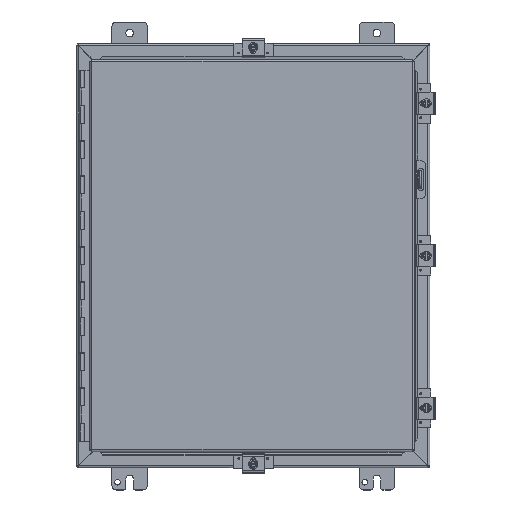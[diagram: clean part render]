
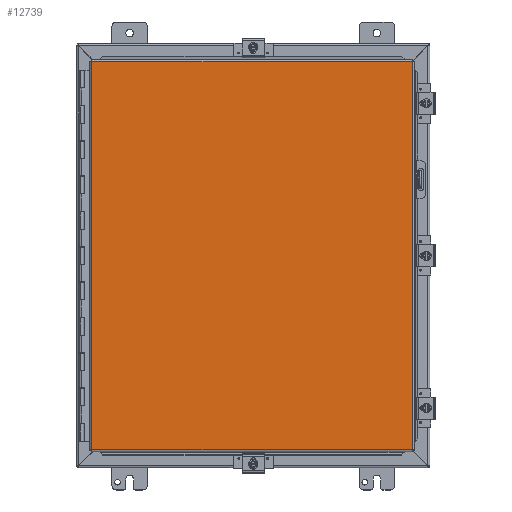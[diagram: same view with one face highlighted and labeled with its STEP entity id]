
A CAD part, top view. The second image highlights one B-rep face of the part: STEP entity #12739.
In plain terms, the highlighted face is planar.
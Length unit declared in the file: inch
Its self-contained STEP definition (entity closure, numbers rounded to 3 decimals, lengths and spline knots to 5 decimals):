
#1696 = DIRECTION ( 'NONE',  ( -1., 0., 0. ) ) ;
#2031 = EDGE_CURVE ( 'NONE', #17549, #45893, #36041, .T. ) ;
#2450 = CARTESIAN_POINT ( 'NONE',  ( 9.08225, -10.9885, 0. ) ) ;
#4630 = CARTESIAN_POINT ( 'NONE',  ( -9.08225, 10.9885, 0. ) ) ;
#4853 = DIRECTION ( 'NONE',  ( 1., 0., 0. ) ) ;
#5820 = VECTOR ( 'NONE', #4853, 39.37008 ) ;
#8261 = EDGE_LOOP ( 'NONE', ( #19092, #23692, #30708, #18620 ) ) ;
#8697 = VERTEX_POINT ( 'NONE', #2450 ) ;
#9681 = LINE ( 'NONE', #24325, #48870 ) ;
#10465 = VECTOR ( 'NONE', #39905, 39.37008 ) ;
#11927 = LINE ( 'NONE', #22765, #32064 ) ;
#12739 = ADVANCED_FACE ( 'NONE', ( #16618 ), #25556, .F. ) ;
#12741 = EDGE_CURVE ( 'NONE', #42693, #17549, #11927, .T. ) ;
#13367 = CARTESIAN_POINT ( 'NONE',  ( 9.08225, 10.9885, 0. ) ) ;
#16618 = FACE_OUTER_BOUND ( 'NONE', #8261, .T. ) ;
#17549 = VERTEX_POINT ( 'NONE', #40576 ) ;
#18620 = ORIENTED_EDGE ( 'NONE', *, *, #44967, .T. ) ;
#19092 = ORIENTED_EDGE ( 'NONE', *, *, #12741, .T. ) ;
#19701 = EDGE_CURVE ( 'NONE', #45893, #8697, #39536, .T. ) ;
#22138 = AXIS2_PLACEMENT_3D ( 'NONE', #23597, #23541, #23436 ) ;
#22706 = DIRECTION ( 'NONE',  ( 0., 1., 0. ) ) ;
#22765 = CARTESIAN_POINT ( 'NONE',  ( -9.08225, -10.9885, 0. ) ) ;
#23436 = DIRECTION ( 'NONE',  ( 1., 0., 0. ) ) ;
#23541 = DIRECTION ( 'NONE',  ( 0., 0., 1. ) ) ;
#23597 = CARTESIAN_POINT ( 'NONE',  ( 0., 0., 0. ) ) ;
#23692 = ORIENTED_EDGE ( 'NONE', *, *, #2031, .T. ) ;
#24325 = CARTESIAN_POINT ( 'NONE',  ( 9.08225, -10.9885, 0. ) ) ;
#25556 = PLANE ( 'NONE',  #22138 ) ;
#30708 = ORIENTED_EDGE ( 'NONE', *, *, #19701, .T. ) ;
#32064 = VECTOR ( 'NONE', #22706, 39.37008 ) ;
#36041 = LINE ( 'NONE', #4630, #5820 ) ;
#39536 = LINE ( 'NONE', #13367, #10465 ) ;
#39905 = DIRECTION ( 'NONE',  ( 0., -1., 0. ) ) ;
#40576 = CARTESIAN_POINT ( 'NONE',  ( -9.08225, 10.9885, 0. ) ) ;
#40674 = CARTESIAN_POINT ( 'NONE',  ( 9.08225, 10.9885, 0. ) ) ;
#41054 = CARTESIAN_POINT ( 'NONE',  ( -9.08225, -10.9885, 0. ) ) ;
#42693 = VERTEX_POINT ( 'NONE', #41054 ) ;
#44967 = EDGE_CURVE ( 'NONE', #8697, #42693, #9681, .T. ) ;
#45893 = VERTEX_POINT ( 'NONE', #40674 ) ;
#48870 = VECTOR ( 'NONE', #1696, 39.37008 ) ;
